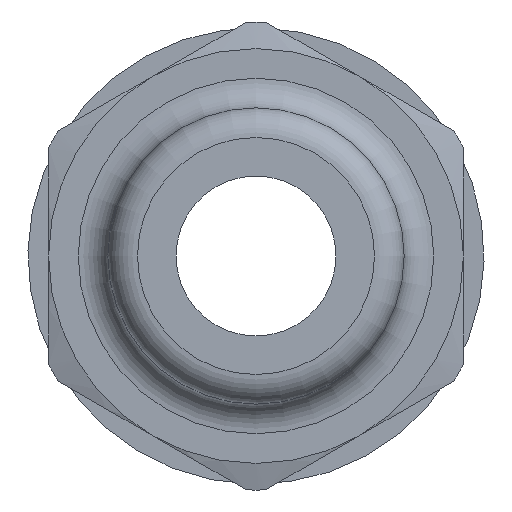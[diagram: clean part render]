
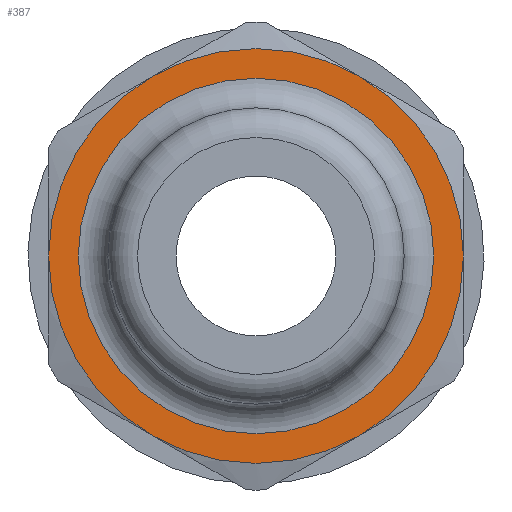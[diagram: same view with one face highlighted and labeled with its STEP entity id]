
A CAD part, left-side view. The second image highlights one B-rep face of the part: STEP entity #387.
In plain terms, the highlighted planar face has unit normal (-1, 0, 0).
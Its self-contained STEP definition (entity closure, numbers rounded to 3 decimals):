
#299=CARTESIAN_POINT('',(10.0,3.0,0.));
#300=VERTEX_POINT('',#299);
#301=CARTESIAN_POINT('',(10.0,0.0,0.0));
#302=DIRECTION('',(-1.0,0.0,0.0));
#303=DIRECTION('',(0.0,-1.0,0.0));
#304=AXIS2_PLACEMENT_3D('',#301,#302,#303);
#305=CIRCLE('',#304,3.0);
#306=EDGE_CURVE('',#300,#300,#305,.T.);
#323=CARTESIAN_POINT('',(10.0,3.,0.0));
#324=DIRECTION('',(-1.0,0.0,0.0));
#325=DIRECTION('',(0.0,0.0,1.0));
#326=AXIS2_PLACEMENT_3D('',#323,#324,#325);
#327=PLANE('',#326);
#328=CARTESIAN_POINT('',(10.0,3.5,0.0));
#329=VERTEX_POINT('',#328);
#330=CARTESIAN_POINT('',(10.0,1.75,3.031));
#331=VERTEX_POINT('',#330);
#332=CARTESIAN_POINT('',(10.0,0.0,0.0));
#333=DIRECTION('',(1.0,0.0,0.0));
#334=DIRECTION('',(0.0,1.0,0.0));
#335=AXIS2_PLACEMENT_3D('',#332,#333,#334);
#336=CIRCLE('',#335,3.5);
#337=EDGE_CURVE('',#329,#331,#336,.T.);
#338=ORIENTED_EDGE('',*,*,#337,.F.);
#339=CARTESIAN_POINT('',(10.0,1.75,-3.031));
#340=VERTEX_POINT('',#339);
#341=CARTESIAN_POINT('',(10.0,0.0,0.0));
#342=DIRECTION('',(1.0,0.0,0.0));
#343=DIRECTION('',(0.0,1.0,0.0));
#344=AXIS2_PLACEMENT_3D('',#341,#342,#343);
#345=CIRCLE('',#344,3.5);
#346=EDGE_CURVE('',#340,#329,#345,.T.);
#347=ORIENTED_EDGE('',*,*,#346,.F.);
#348=CARTESIAN_POINT('',(10.0,-1.75,-3.031));
#349=VERTEX_POINT('',#348);
#350=CARTESIAN_POINT('',(10.0,0.0,0.0));
#351=DIRECTION('',(1.0,0.0,0.0));
#352=DIRECTION('',(0.0,1.0,0.0));
#353=AXIS2_PLACEMENT_3D('',#350,#351,#352);
#354=CIRCLE('',#353,3.5);
#355=EDGE_CURVE('',#349,#340,#354,.T.);
#356=ORIENTED_EDGE('',*,*,#355,.F.);
#357=CARTESIAN_POINT('',(10.0,-3.5,0.));
#358=VERTEX_POINT('',#357);
#359=CARTESIAN_POINT('',(10.0,0.0,0.0));
#360=DIRECTION('',(1.0,0.0,0.0));
#361=DIRECTION('',(0.0,1.0,0.0));
#362=AXIS2_PLACEMENT_3D('',#359,#360,#361);
#363=CIRCLE('',#362,3.5);
#364=EDGE_CURVE('',#358,#349,#363,.T.);
#365=ORIENTED_EDGE('',*,*,#364,.F.);
#366=CARTESIAN_POINT('',(10.0,-1.75,3.031));
#367=VERTEX_POINT('',#366);
#368=CARTESIAN_POINT('',(10.0,0.0,0.0));
#369=DIRECTION('',(1.0,0.0,0.0));
#370=DIRECTION('',(0.0,1.0,0.0));
#371=AXIS2_PLACEMENT_3D('',#368,#369,#370);
#372=CIRCLE('',#371,3.5);
#373=EDGE_CURVE('',#367,#358,#372,.T.);
#374=ORIENTED_EDGE('',*,*,#373,.F.);
#375=CARTESIAN_POINT('',(10.0,0.0,0.0));
#376=DIRECTION('',(1.0,0.0,0.0));
#377=DIRECTION('',(0.0,1.0,0.0));
#378=AXIS2_PLACEMENT_3D('',#375,#376,#377);
#379=CIRCLE('',#378,3.5);
#380=EDGE_CURVE('',#331,#367,#379,.T.);
#381=ORIENTED_EDGE('',*,*,#380,.F.);
#382=EDGE_LOOP('',(#338,#347,#356,#365,#374,#381));
#383=FACE_OUTER_BOUND('',#382,.T.);
#384=ORIENTED_EDGE('',*,*,#306,.F.);
#385=EDGE_LOOP('',(#384));
#386=FACE_BOUND('',#385,.T.);
#387=ADVANCED_FACE('',(#383,#386),#327,.T.);
